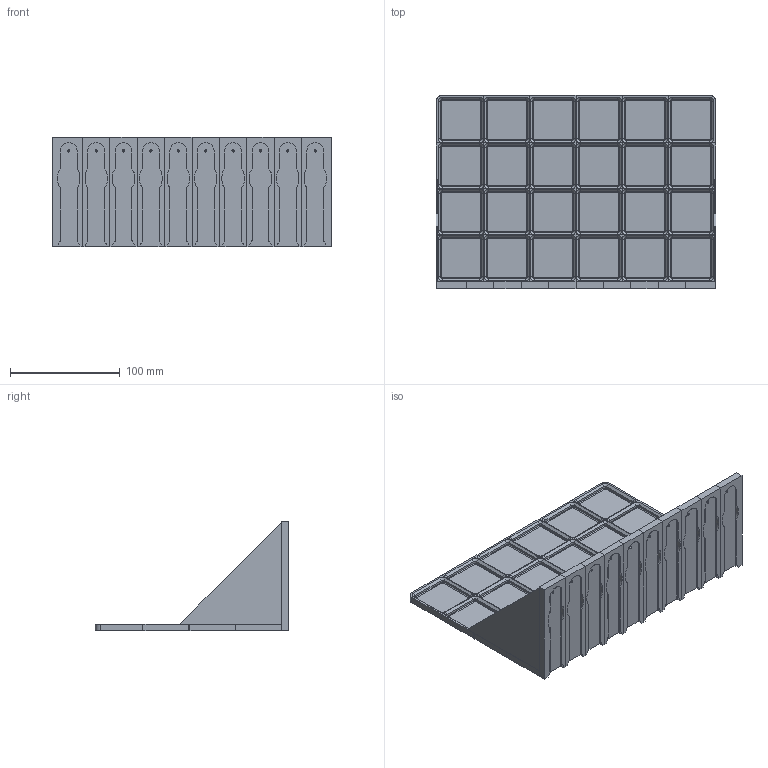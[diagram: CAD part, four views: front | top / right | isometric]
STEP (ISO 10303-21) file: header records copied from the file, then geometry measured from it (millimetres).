
FILE_DESCRIPTION(('HOOPS Exchange Step'),'2;1');
FILE_NAME('temp_export','2024-07-28T08:53:22+02:00',('ddanier'),('Shapr3D Limited'),'HOOPS Exchange 2024.2','Shapr3D','Authorized');
FILE_SCHEMA( ('AUTOMOTIVE_DESIGN { 1 0 10303 214 1 1 1 1 }') );
Length unit declared in the file: millimetre
Products named in the file (1): Gridfinity 6x4 shelve
Bounding box: 255 x 176.5 x 100 mm (x, y, z)
Volume: 207901.6 mm3; surface area: 221659.5 mm2
Topology: 36 solids, 36 shells, 1026 faces, 2356 edges, 1426 vertices
Faces by surface type: plane 636, cone 212, cylinder 158, bspline 20
Entity records: 28805 total; most frequent: CARTESIAN_POINT 5709, DIRECTION 4758, ORIENTED_EDGE 4692, EDGE_CURVE 2346, VECTOR 1768, LINE 1768, AXIS2_PLACEMENT_3D 1495, VERTEX_POINT 1426
